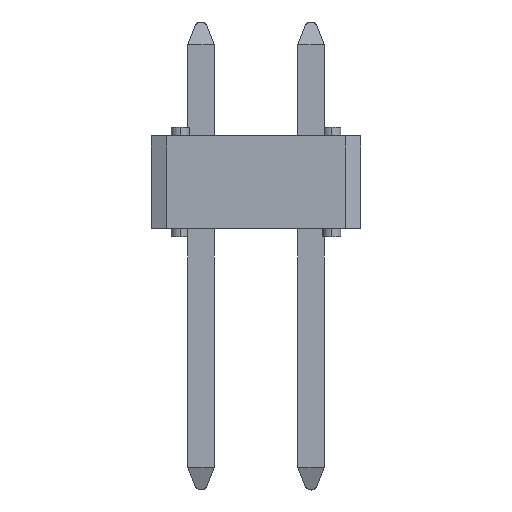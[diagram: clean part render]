
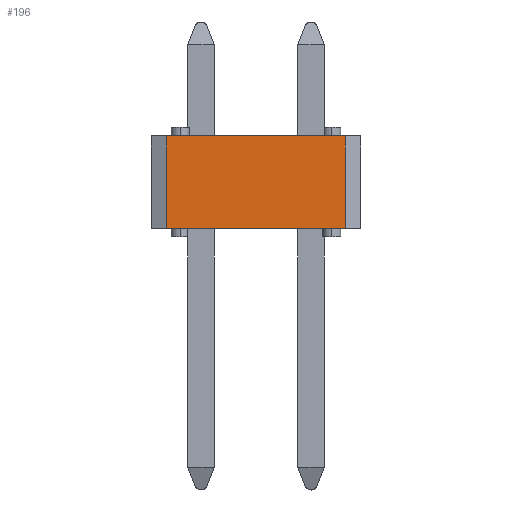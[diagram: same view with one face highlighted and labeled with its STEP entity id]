
A CAD part, left-side view. The second image highlights one B-rep face of the part: STEP entity #196.
In plain terms, the highlighted planar face has unit normal (-1, 0, 0).
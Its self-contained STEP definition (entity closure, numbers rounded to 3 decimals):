
#196=ADVANCED_FACE('11166',(#451),#452,.F.);
#451=FACE_OUTER_BOUND('',#859,.T.);
#452=PLANE('',#860);
#859=EDGE_LOOP('',(#1547,#1548,#1549,#1550));
#860=AXIS2_PLACEMENT_3D('',#1551,#1552,#1553);
#1547=ORIENTED_EDGE('',*,*,#2777,.T.);
#1548=ORIENTED_EDGE('',*,*,#2708,.T.);
#1549=ORIENTED_EDGE('',*,*,#2778,.F.);
#1550=ORIENTED_EDGE('',*,*,#2624,.F.);
#1551=CARTESIAN_POINT('',(-4.999,15.326,16.503));
#1552=DIRECTION('',(1.0,0.0,0.0));
#1553=DIRECTION('',(0.0,1.0,-0.0));
#2624=EDGE_CURVE('11178',#3078,#3033,#3080,.T.);
#2708=EDGE_CURVE('11182',#3194,#3238,#3240,.T.);
#2777=EDGE_CURVE('11191',#3078,#3194,#3353,.T.);
#2778=EDGE_CURVE('11190',#3033,#3238,#3354,.T.);
#3033=VERTEX_POINT('',#3737);
#3078=VERTEX_POINT('',#3804);
#3080=LINE('',#3807,#3808);
#3194=VERTEX_POINT('',#3970);
#3238=VERTEX_POINT('',#4036);
#3240=LINE('',#4039,#4040);
#3353=LINE('',#4209,#4210);
#3354=LINE('',#4211,#4212);
#3737=CARTESIAN_POINT('',(-4.999,19.984,14.373));
#3804=CARTESIAN_POINT('',(-4.999,15.868,14.373));
#3807=CARTESIAN_POINT('',(-4.999,15.868,14.373));
#3808=VECTOR('',#5112,4.116);
#3970=CARTESIAN_POINT('',(-4.999,15.868,16.503));
#4036=CARTESIAN_POINT('',(-4.999,19.984,16.503));
#4039=CARTESIAN_POINT('',(-4.999,15.868,16.503));
#4040=VECTOR('',#5220,4.116);
#4209=CARTESIAN_POINT('',(-4.999,15.868,14.373));
#4210=VECTOR('',#5313,2.13);
#4211=CARTESIAN_POINT('',(-4.999,19.984,14.373));
#4212=VECTOR('',#5314,2.13);
#5112=DIRECTION('',(0.0,1.0,0.0));
#5220=DIRECTION('',(0.0,1.0,0.0));
#5313=DIRECTION('',(0.0,0.0,1.0));
#5314=DIRECTION('',(0.0,0.0,1.0));
